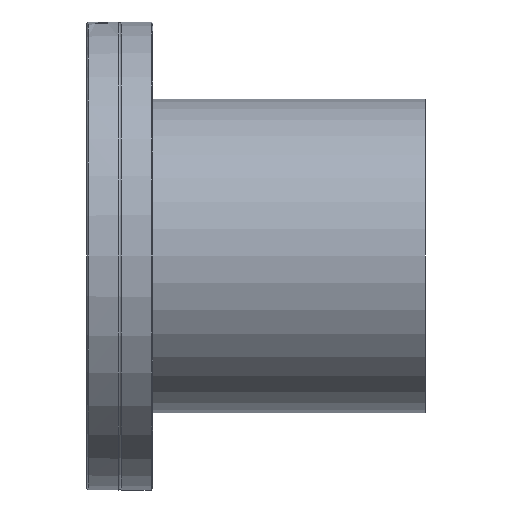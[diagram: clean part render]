
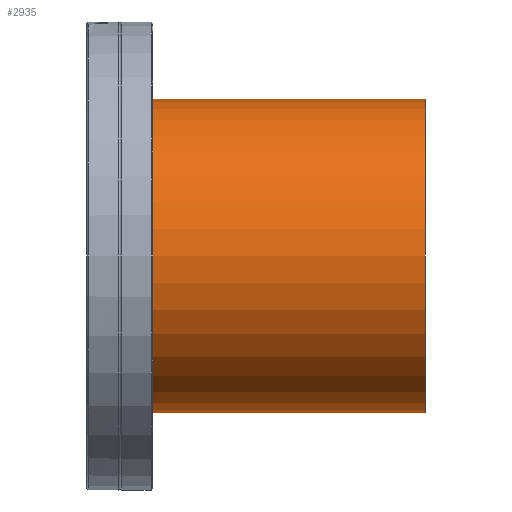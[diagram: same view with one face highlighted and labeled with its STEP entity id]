
A CAD part, front view. The second image highlights one B-rep face of the part: STEP entity #2935.
In plain terms, the highlighted cylindrical face has radius 50.8 mm (diameter 101.6 mm), a full revolution.
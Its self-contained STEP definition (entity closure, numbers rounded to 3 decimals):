
#239=CYLINDRICAL_SURFACE('',#3206,50.8);
#366=FACE_OUTER_BOUND('',#538,.T.);
#538=EDGE_LOOP('',(#2025,#2026,#2027,#2028));
#747=LINE('',#4207,#912);
#912=VECTOR('',#3520,50.8);
#1089=CIRCLE('',#3207,50.8);
#1090=CIRCLE('',#3208,50.8);
#1234=VERTEX_POINT('',#4204);
#1235=VERTEX_POINT('',#4206);
#1543=EDGE_CURVE('',#1234,#1234,#1089,.T.);
#1544=EDGE_CURVE('',#1234,#1235,#747,.T.);
#1545=EDGE_CURVE('',#1235,#1235,#1090,.T.);
#2025=ORIENTED_EDGE('',*,*,#1543,.F.);
#2026=ORIENTED_EDGE('',*,*,#1544,.T.);
#2027=ORIENTED_EDGE('',*,*,#1545,.F.);
#2028=ORIENTED_EDGE('',*,*,#1544,.F.);
#2935=ADVANCED_FACE('',(#366),#239,.T.);
#3206=AXIS2_PLACEMENT_3D('',#4203,#3516,#3517);
#3207=AXIS2_PLACEMENT_3D('',#4205,#3518,#3519);
#3208=AXIS2_PLACEMENT_3D('',#4208,#3521,#3522);
#3516=DIRECTION('center_axis',(0.,0.,1.));
#3517=DIRECTION('ref_axis',(-1.,0.,0.));
#3518=DIRECTION('center_axis',(0.,0.,1.));
#3519=DIRECTION('ref_axis',(-1.,0.,0.));
#3520=DIRECTION('',(0.,0.,-1.));
#3521=DIRECTION('center_axis',(0.,0.,-1.));
#3522=DIRECTION('ref_axis',(-1.,0.,0.));
#4203=CARTESIAN_POINT('Origin',(0.,0.,0.));
#4204=CARTESIAN_POINT('',(50.8,0.,98.6));
#4205=CARTESIAN_POINT('Origin',(0.,0.,98.6));
#4206=CARTESIAN_POINT('',(50.8,0.,0.));
#4207=CARTESIAN_POINT('',(50.8,0.,0.));
#4208=CARTESIAN_POINT('Origin',(0.,0.,0.));
